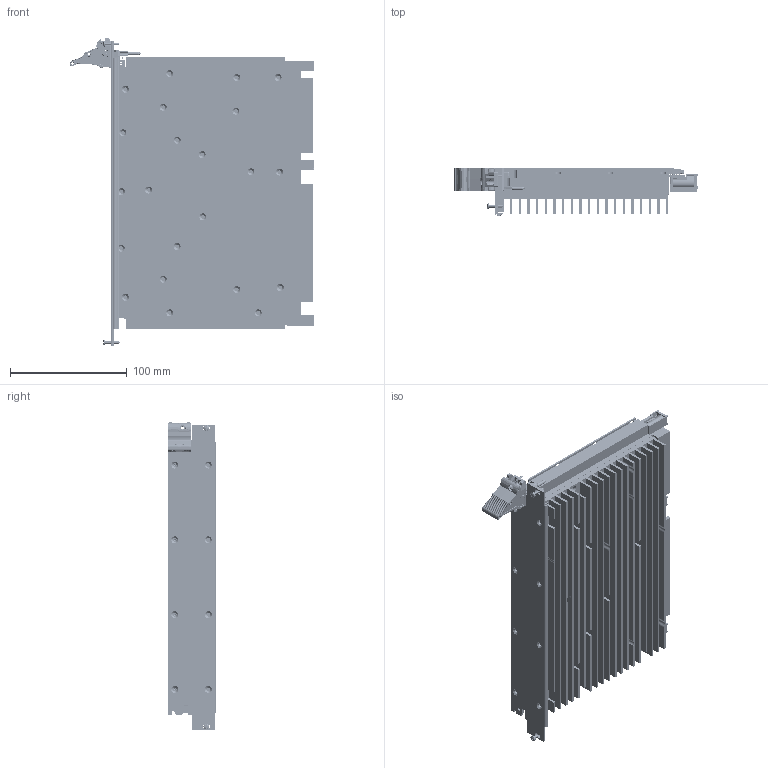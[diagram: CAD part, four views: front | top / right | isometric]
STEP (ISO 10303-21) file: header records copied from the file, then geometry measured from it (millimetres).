
FILE_DESCRIPTION(/* description */ ('Unknown'),/* implementation_level */ '2;1');
FILE_NAME(/* name */ 'M4468001',/* time_stamp */ '2020-08-17T15:04:05-04:00',/* author */ ('Unknown'),/* organization */ ('Unknown'),/* preprocessor_version */ 'ST-DEVELOPER v16.7',/* originating_system */ 'DEX',/* authorisation */ $);
FILE_SCHEMA (('CONFIG_CONTROL_DESIGN'));
Products named in the file (26): M4468001-step; M4468B01; c-1-1469492-9-d-3d; c-6450843-6-a2-3d; c-6450849-6-a-3d; MAIN BODY; BOTTOM COVER; c-1410946-1; M4068104; SPACER; M4068111; MS15795-803 _#4; 20848-596; 30848-9010000001; 30848-3190000001; 60807063-213; 20817-6130000001(400034); 20817-6150000001(400033); TOP COVER; MS24693-C7; HEAD2-56-2; MS51957-2; MS35338-132; NAS620C2; MS24693-C1; NAS662C2R3
Assembly tree (36 placements, depth 3):
  M4468001-step
    M4468B01
    c-1-1469492-9-d-3d  x3
    c-6450843-6-a2-3d
    c-6450849-6-a-3d
    MAIN BODY
    BOTTOM COVER
    c-1410946-1  x3
    M4068104
    SPACER  x7
      M4068111
      MS15795-803 _#4
    20848-596
      30848-9010000001
      30848-3190000001
      60807063-213  x2
      20817-6130000001(400034)
      20817-6150000001(400033)
    TOP COVER
    MS24693-C7
    HEAD2-56-2
      MS51957-2
      MS35338-132
      NAS620C2
    MS24693-C1
    NAS662C2R3
Bounding box: 208.71 x 41.2 x 263.9 mm (x, y, z)
Volume: 957681.9 mm3; surface area: 471914.5 mm2
Topology: 38 solids, 38 shells, 7508 faces, 19673 edges, 12784 vertices
Faces by surface type: plane 4459, cylinder 2018, bspline 575, torus 194, cone 148, sphere 114
Full cylindrical faces by diameter (mm): 0.1 x1, 0.401 x1, 0.46 x1, 0.5 x13, 0.8 x5, 1.016 x172, 1.55 x8, 1.6 x2, 1.694 x19, 1.8 x1, 1.9 x2, 2.05 x2, 2.156 x33, 2.184 x2, 2.261 x1, 2.3 x3, 2.382 x7, 2.4 x1, 2.5 x10, 2.56 x2, 2.6 x5, 2.7 x3, 2.845 x2, 2.95 x1, 2.997 x3, 3 x12, 3.048 x2, 3.175 x8, 3.2 x59, 3.5 x1
Entity records: 269929 total; most frequent: CARTESIAN_POINT 72000, ORIENTED_EDGE 35150, DIRECTION 31608, EDGE_CURVE 17575, VERTEX_POINT 11729, LINE 10804, VECTOR 10804, AXIS2_PLACEMENT_3D 10402
